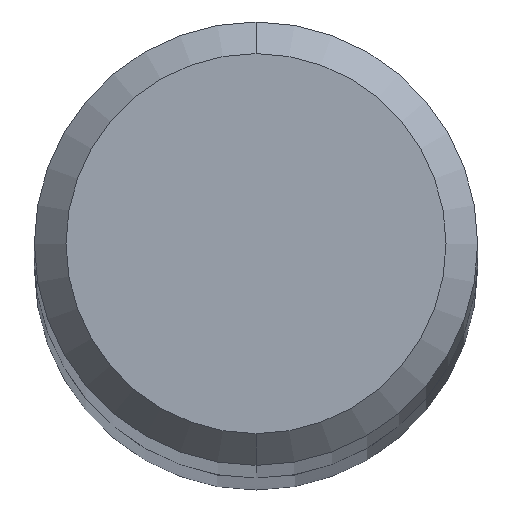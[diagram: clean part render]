
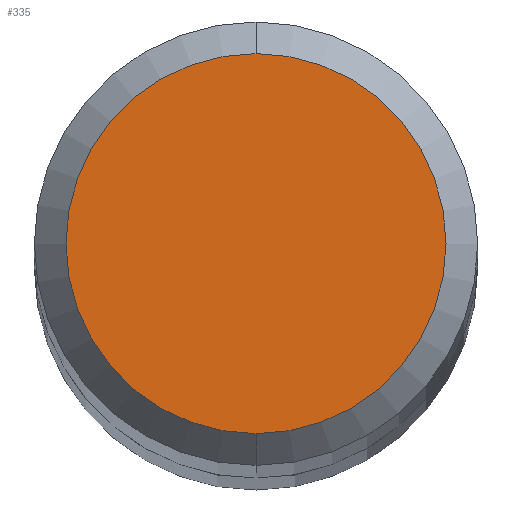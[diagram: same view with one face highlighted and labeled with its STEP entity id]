
A CAD part, top view. The second image highlights one B-rep face of the part: STEP entity #335.
In plain terms, the highlighted planar face has unit normal (0, 0, 1).
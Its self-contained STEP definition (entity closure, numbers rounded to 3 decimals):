
#161=VERTEX_POINT('',#436);
#285=VERTEX_POINT('',#570);
#297=EDGE_CURVE('',#161,#285,#582,.T.);
#321=EDGE_CURVE('',#285,#161,#608,.T.);
#335=ADVANCED_FACE('',(#626),#627,.T.);
#436=CARTESIAN_POINT('',(0.0,1.8,0.0));
#570=CARTESIAN_POINT('',(0.,-1.8,0.0));
#582=CIRCLE('',#1091,1.8);
#608=CIRCLE('',#1164,1.8);
#626=FACE_OUTER_BOUND('',#1190,.T.);
#627=PLANE('',#1191);
#1091=AXIS2_PLACEMENT_3D('',#1443,#1444,#1445);
#1164=AXIS2_PLACEMENT_3D('',#1467,#1468,#1469);
#1190=EDGE_LOOP('',(#1505,#1506));
#1191=AXIS2_PLACEMENT_3D('',#1507,#1508,#1509);
#1443=CARTESIAN_POINT('',(0.0,0.0,0.0));
#1444=DIRECTION('',(0.0,0.0,-1.0));
#1445=DIRECTION('',(0.0,1.0,0.0));
#1467=CARTESIAN_POINT('',(0.0,0.0,0.0));
#1468=DIRECTION('',(0.0,0.0,-1.0));
#1469=DIRECTION('',(0.0,1.0,0.0));
#1505=ORIENTED_EDGE('',*,*,#297,.F.);
#1506=ORIENTED_EDGE('',*,*,#321,.F.);
#1507=CARTESIAN_POINT('',(0.0,0.9,0.0));
#1508=DIRECTION('',(-0.0,0.0,1.0));
#1509=DIRECTION('',(0.0,-1.0,0.0));
